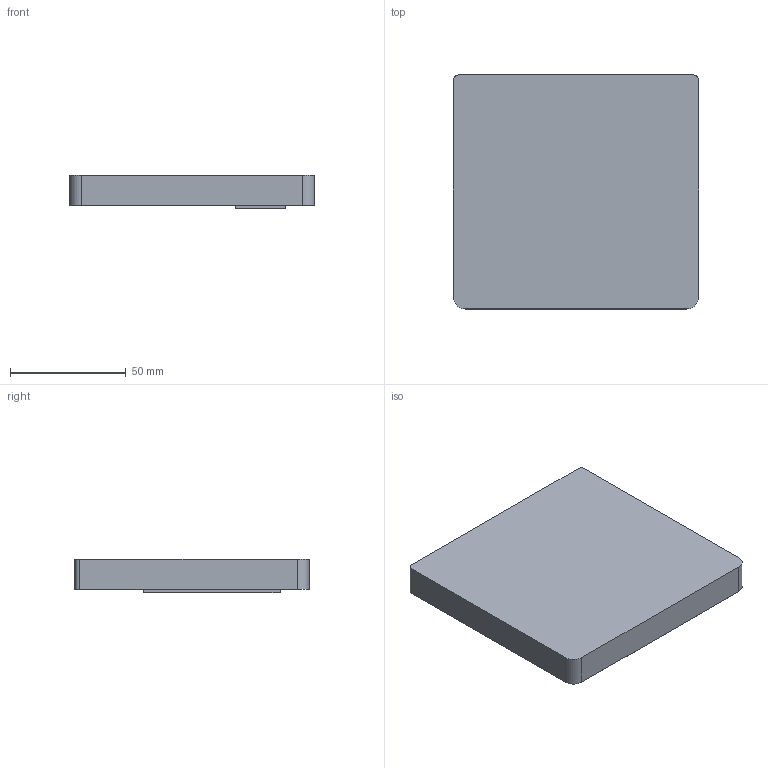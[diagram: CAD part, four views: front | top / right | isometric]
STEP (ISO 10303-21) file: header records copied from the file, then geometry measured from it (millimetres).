
FILE_DESCRIPTION(/* description */ (''),/* implementation_level */ '2;1');
FILE_NAME(/* name */ 'AA_CAD_Top.step',/* time_stamp */ '2025-07-10T20:30:01-04:00',/* author */ (''),/* organization */ (''),/* preprocessor_version */ 'ST-DEVELOPER v20.1',/* originating_system */ 'Autodesk Translation Framework v14.10.0.0',/* authorisation */ '');
FILE_SCHEMA (('AUTOMOTIVE_DESIGN { 1 0 10303 214 3 1 1 }'));
Length unit declared in the file: millimetre
Products named in the file (2): 2025-07-08-21-28-48-311; 2025-07-08-21-29-26-924
Bounding box: 105.72 x 100.96 x 14.5 mm (x, y, z)
Volume: 67783.7 mm3; surface area: 33103.6 mm2
Topology: 2 solids, 2 shells, 48 faces, 104 edges, 64 vertices
Faces by surface type: plane 24, cylinder 18, torus 4, bspline 2
Full cylindrical faces by diameter (mm): 3.4 x4
Entity records: 1398 total; most frequent: CARTESIAN_POINT 257, DIRECTION 240, ORIENTED_EDGE 208, EDGE_CURVE 104, AXIS2_PLACEMENT_3D 87, LINE 66, VECTOR 66, VERTEX_POINT 64
